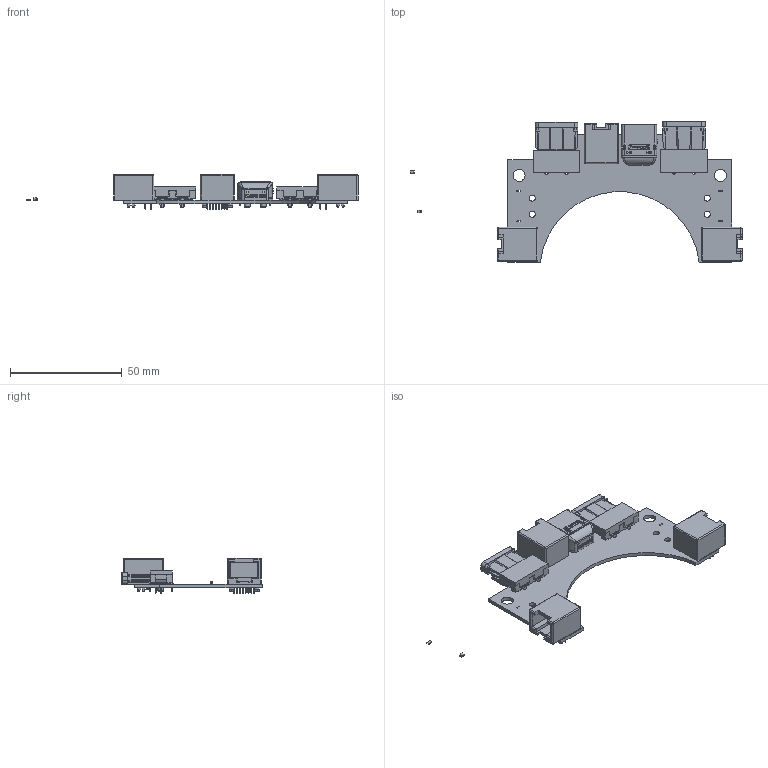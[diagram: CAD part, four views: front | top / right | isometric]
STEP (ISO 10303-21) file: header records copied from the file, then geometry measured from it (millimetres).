
FILE_DESCRIPTION(('KiCad electronic assembly'),'2;1');
FILE_NAME('rocket_splitter_v2.step','2024-07-19T05:15:15',('Pcbnew'),( 'Kicad'),'Open CASCADE STEP processor 7.6','KiCad to STEP converter' ,'Unknown');
FILE_SCHEMA(('AUTOMOTIVE_DESIGN { 1 0 10303 214 1 1 1 1 }'));
Length unit declared in the file: millimetre
Products named in the file (14): rocket_splitter_v2 1; 3550-2; blade_fuse; Part 1; 54601-908WPLF; LED_0805_2012Metric; XT60PW-M; Áã¼þ27^XT6PW-M; R_0805_2012Metric; rocket_splitter_v2_PCB
Assembly tree (17 placements, depth 3):
  rocket_splitter_v2 1
    3550-2  x2
      3550-2
    blade_fuse  x2
      Part 1
    54601-908WPLF  x3
      54601-908WPLF
    LED_0805_2012Metric
      LED_0805_2012Metric
    XT60PW-M
      Áã¼þ27^XT6PW-M
    R_0805_2012Metric
      R_0805_2012Metric
    rocket_splitter_v2_PCB
Bounding box: 148.38 x 62.69 x 15.75 mm (x, y, z)
Volume: 16258.1 mm3; surface area: 22272.8 mm2
Topology: 41 solids, 43 shells, 1909 faces, 5044 edges, 3244 vertices
Faces by surface type: plane 1167, cylinder 520, cone 122, bspline 88, sphere 12
Full cylindrical faces by diameter (mm): 0.76 x24, 1.753 x4, 2.692 x4, 2.7 x6, 3.35 x6, 5.3 x2
Entity records: 49298 total; most frequent: CARTESIAN_POINT 13586, ORIENTED_EDGE 7008, DIRECTION 6393, EDGE_CURVE 3504, LINE 2487, VECTOR 2487, VERTEX_POINT 2276, AXIS2_PLACEMENT_3D 1953
